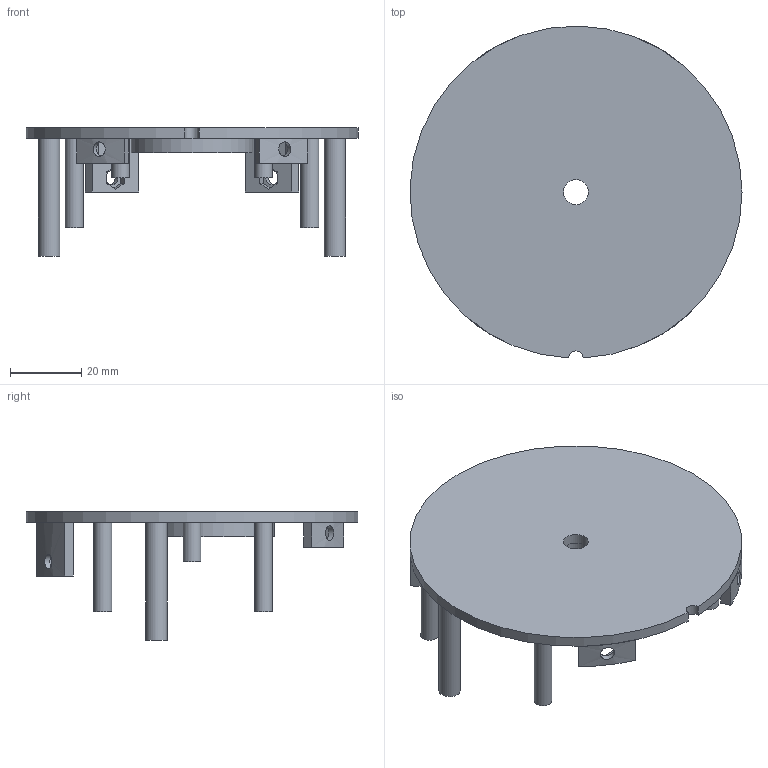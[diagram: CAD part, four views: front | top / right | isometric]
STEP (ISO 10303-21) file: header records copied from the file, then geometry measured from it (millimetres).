
FILE_DESCRIPTION(('FreeCAD Model'),'2;1');
FILE_NAME('Open CASCADE Shape Model','2025-11-16T14:10:28',(''),(''), 'Open CASCADE STEP processor 7.7','FreeCAD','Unknown');
FILE_SCHEMA(('AUTOMOTIVE_DESIGN { 1 0 10303 214 1 1 1 1 }'));
Length unit declared in the file: millimetre
Products named in the file (10): front; Wire-hole-pocket; Leg_t_l; Leg_b_l; Extrude005; Extrude006; Leg_t_l (Mirror #1); Leg_b_l (Mirror #2); Drive-base; Extrude008
Assembly tree (9 placements, depth 2):
  front
    Wire-hole-pocket
    Leg_t_l
    Leg_b_l
    Extrude005
    Extrude006
    Leg_t_l (Mirror #1)
    Leg_b_l (Mirror #2)
    Drive-base
    Extrude008
Bounding box: 92.98 x 92.95 x 36 mm (x, y, z)
Volume: 27970.4 mm3; surface area: 23697.4 mm2
Topology: 14 solids, 14 shells, 102 faces, 217 edges, 146 vertices
Faces by surface type: plane 69, cylinder 33
Full cylindrical faces by diameter (mm): 2 x8, 4 x2, 4.059 x2, 5 x6, 6 x2, 7 x2, 34 x1
Entity records: 6560 total; most frequent: CARTESIAN_POINT 1727, DIRECTION 877, LINE 505, VECTOR 505, ORIENTED_EDGE 434, PCURVE 434, DEFINITIONAL_REPRESENTATION 434, EDGE_CURVE 217
